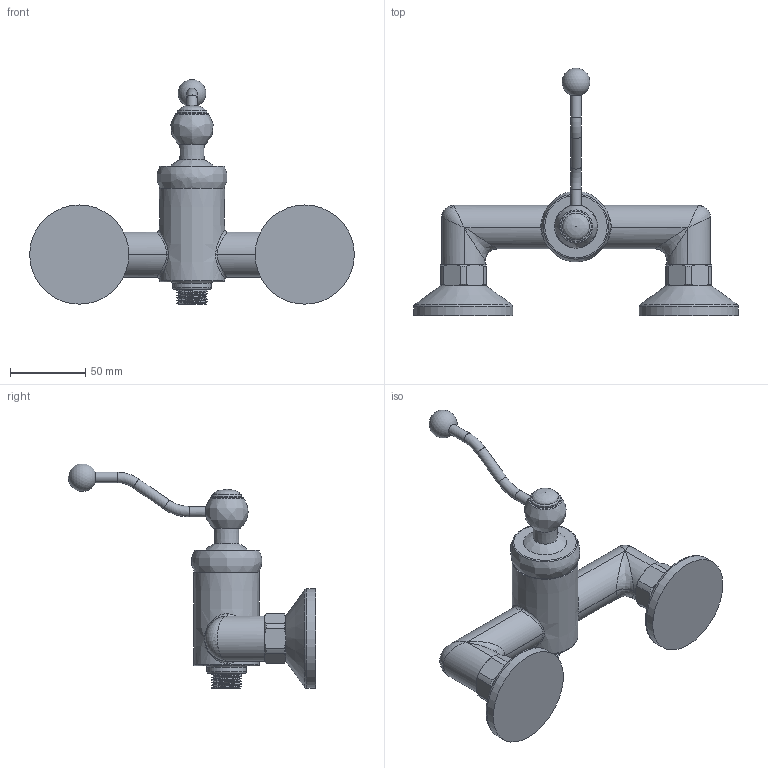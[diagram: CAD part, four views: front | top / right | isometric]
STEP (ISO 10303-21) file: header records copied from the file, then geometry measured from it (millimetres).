
FILE_DESCRIPTION(/* description */ (''),/* implementation_level */ '2;1');
FILE_NAME(/* name */ 'Duomo 88CR511KM.stp',/* time_stamp */ '2020-02-03T02:56:22+03:00',/* author */ (''),/* organization */ (''),/* preprocessor_version */ 'ST-DEVELOPER v16',/* originating_system */ 'SIEMENS PLM Software NX 11.0',/* authorisation */ '');
FILE_SCHEMA (('AUTOMOTIVE_DESIGN { 1 0 10303 214 3 1 1 1 }'));
Length unit declared in the file: millimetre
Products named in the file (1): Duomo 88CR511KM_stp
Bounding box: 216 x 164.53 x 149.63 mm (x, y, z)
Volume: 372001 mm3; surface area: 53199.9 mm2
Topology: 1 solids, 1 shells, 150 faces, 367 edges, 221 vertices
Faces by surface type: plane 49, cone 35, cylinder 34, bspline 20, torus 10, revolution 1, sphere 1
Full cylindrical faces by diameter (mm): 7 x3, 26 x1, 66 x2
Entity records: 8330 total; most frequent: CARTESIAN_POINT 5142, ORIENTED_EDGE 660, DIRECTION 602, EDGE_CURVE 330, AXIS2_PLACEMENT_3D 252, VERTEX_POINT 219, EDGE_LOOP 187, ADVANCED_FACE 150
